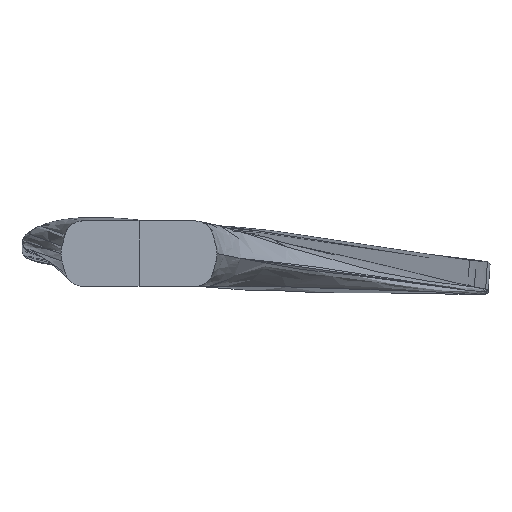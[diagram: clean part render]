
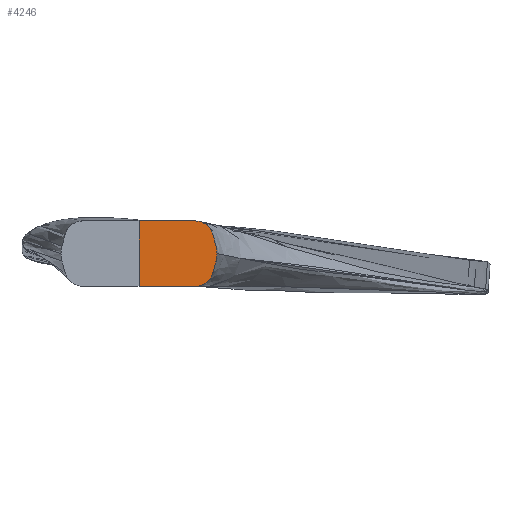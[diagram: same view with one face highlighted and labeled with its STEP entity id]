
A CAD part, left-side view. The second image highlights one B-rep face of the part: STEP entity #4246.
In plain terms, the highlighted planar face has unit normal (-1, 0, 0).
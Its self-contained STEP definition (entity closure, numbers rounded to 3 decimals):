
#2042=CARTESIAN_POINT('Vertex',(99.,-11.931,7.)) ;
#2061=CARTESIAN_POINT('Vertex',(99.,0.,7.)) ;
#2064=CARTESIAN_POINT('Line Origine',(99.,-5.965,7.)) ;
#4163=CARTESIAN_POINT('Vertex',(99.,-15.794,4.035)) ;
#4171=CARTESIAN_POINT('Axis2P3D Location',(99.,-11.931,3.)) ;
#4183=CARTESIAN_POINT('Axis2P3D Location',(99.,0.,7.)) ;
#4188=CARTESIAN_POINT('Line Origine',(99.,-5.965,-7.)) ;
#4192=CARTESIAN_POINT('Vertex',(99.,-11.931,-7.)) ;
#4194=CARTESIAN_POINT('Vertex',(99.,0.,-7.)) ;
#4197=CARTESIAN_POINT('Axis2P3D Location',(99.,-11.931,-3.)) ;
#4201=CARTESIAN_POINT('Vertex',(99.,-15.794,-4.035)) ;
#4204=CARTESIAN_POINT('Line Origine',(99.,-16.127,-2.794)) ;
#4208=CARTESIAN_POINT('Vertex',(99.,-16.46,-1.553)) ;
#4211=CARTESIAN_POINT('Axis2P3D Location',(99.,-10.664,0.)) ;
#4215=CARTESIAN_POINT('Vertex',(99.,-16.664,0.)) ;
#4218=CARTESIAN_POINT('Axis2P3D Location',(99.,-10.664,0.)) ;
#4222=CARTESIAN_POINT('Vertex',(99.,-16.46,1.553)) ;
#4225=CARTESIAN_POINT('Line Origine',(99.,-16.127,2.794)) ;
#4230=CARTESIAN_POINT('Line Origine',(99.,0.,0.)) ;
#2065=DIRECTION('Vector Direction',(0.,1.,0.)) ;
#4172=DIRECTION('Axis2P3D Direction',(1.,0.,0.)) ;
#4184=DIRECTION('Axis2P3D Direction',(1.,0.,0.)) ;
#4185=DIRECTION('Axis2P3D XDirection',(0.,1.,0.)) ;
#4189=DIRECTION('Vector Direction',(0.,1.,0.)) ;
#4198=DIRECTION('Axis2P3D Direction',(1.,0.,0.)) ;
#4205=DIRECTION('Vector Direction',(0.,-0.259,0.966)) ;
#4212=DIRECTION('Axis2P3D Direction',(1.,0.,0.)) ;
#4219=DIRECTION('Axis2P3D Direction',(1.,0.,0.)) ;
#4226=DIRECTION('Vector Direction',(0.,-0.259,-0.966)) ;
#4231=DIRECTION('Vector Direction',(0.,0.,1.)) ;
#4173=AXIS2_PLACEMENT_3D('Circle Axis2P3D',#4171,#4172,$) ;
#4186=AXIS2_PLACEMENT_3D('Plane Axis2P3D',#4183,#4184,#4185) ;
#4199=AXIS2_PLACEMENT_3D('Circle Axis2P3D',#4197,#4198,$) ;
#4213=AXIS2_PLACEMENT_3D('Circle Axis2P3D',#4211,#4212,$) ;
#4220=AXIS2_PLACEMENT_3D('Circle Axis2P3D',#4218,#4219,$) ;
#4236=ORIENTED_EDGE('',*,*,#4196,.F.) ;
#4237=ORIENTED_EDGE('',*,*,#4203,.F.) ;
#4238=ORIENTED_EDGE('',*,*,#4210,.T.) ;
#4239=ORIENTED_EDGE('',*,*,#4217,.F.) ;
#4240=ORIENTED_EDGE('',*,*,#4224,.F.) ;
#4241=ORIENTED_EDGE('',*,*,#4229,.F.) ;
#4242=ORIENTED_EDGE('',*,*,#4175,.F.) ;
#4243=ORIENTED_EDGE('',*,*,#2068,.T.) ;
#4244=ORIENTED_EDGE('',*,*,#4234,.F.) ;
#2066=VECTOR('Line Direction',#2065,1.) ;
#4190=VECTOR('Line Direction',#4189,1.) ;
#4206=VECTOR('Line Direction',#4205,1.) ;
#4227=VECTOR('Line Direction',#4226,1.) ;
#4232=VECTOR('Line Direction',#4231,1.) ;
#4246=ADVANCED_FACE('Fl\X2\00E4\X0\che.1',(#4245),#4187,.F.) ;
#4174=CIRCLE('generated circle',#4173,4.) ;
#4200=CIRCLE('generated circle',#4199,4.) ;
#4214=CIRCLE('generated circle',#4213,6.) ;
#4221=CIRCLE('generated circle',#4220,6.) ;
#2068=EDGE_CURVE('',#2043,#2062,#2067,.T.) ;
#4175=EDGE_CURVE('',#2043,#4164,#4174,.T.) ;
#4196=EDGE_CURVE('',#4193,#4195,#4191,.T.) ;
#4203=EDGE_CURVE('',#4202,#4193,#4200,.T.) ;
#4210=EDGE_CURVE('',#4202,#4209,#4207,.T.) ;
#4217=EDGE_CURVE('',#4216,#4209,#4214,.T.) ;
#4224=EDGE_CURVE('',#4223,#4216,#4221,.T.) ;
#4229=EDGE_CURVE('',#4164,#4223,#4228,.T.) ;
#4234=EDGE_CURVE('',#4195,#2062,#4233,.T.) ;
#4235=EDGE_LOOP('',(#4236,#4237,#4238,#4239,#4240,#4241,#4242,#4243,#4244)) ;
#4245=FACE_OUTER_BOUND('',#4235,.T.) ;
#2067=LINE('Line',#2064,#2066) ;
#4191=LINE('Line',#4188,#4190) ;
#4207=LINE('Line',#4204,#4206) ;
#4228=LINE('Line',#4225,#4227) ;
#4233=LINE('Line',#4230,#4232) ;
#4187=PLANE('',#4186) ;
#2043=VERTEX_POINT('',#2042) ;
#2062=VERTEX_POINT('',#2061) ;
#4164=VERTEX_POINT('',#4163) ;
#4193=VERTEX_POINT('',#4192) ;
#4195=VERTEX_POINT('',#4194) ;
#4202=VERTEX_POINT('',#4201) ;
#4209=VERTEX_POINT('',#4208) ;
#4216=VERTEX_POINT('',#4215) ;
#4223=VERTEX_POINT('',#4222) ;
